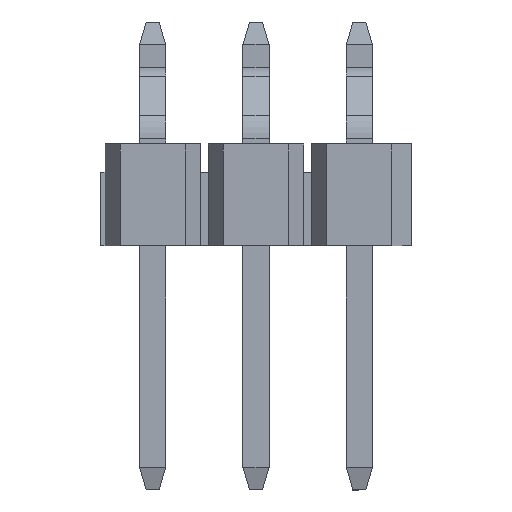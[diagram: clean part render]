
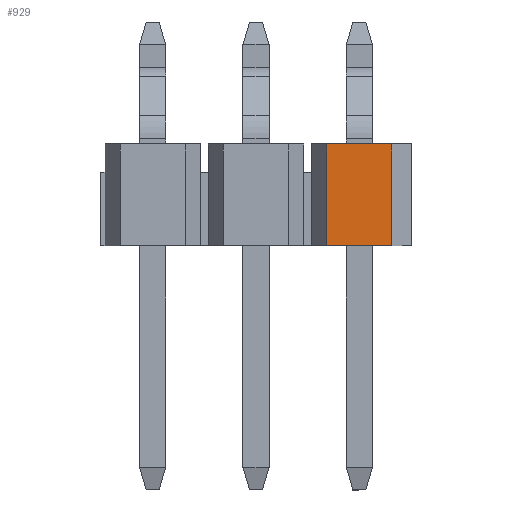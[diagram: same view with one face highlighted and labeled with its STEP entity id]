
A CAD part, top view. The second image highlights one B-rep face of the part: STEP entity #929.
In plain terms, the highlighted planar face has unit normal (0, 0, 1).
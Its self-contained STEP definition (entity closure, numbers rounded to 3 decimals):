
#70 = VECTOR ( 'NONE', #1418, 1000. ) ;
#72 = DIRECTION ( 'NONE',  ( 0., -1., 0. ) ) ;
#317 = VERTEX_POINT ( 'NONE', #2395 ) ;
#404 = LINE ( 'NONE', #3211, #3309 ) ;
#449 = CARTESIAN_POINT ( 'NONE',  ( 11.43, -2.5, 1.25 ) ) ;
#657 = EDGE_CURVE ( 'NONE', #784, #2345, #2237, .T. ) ;
#784 = VERTEX_POINT ( 'NONE', #3583 ) ;
#929 = ADVANCED_FACE ( 'NONE', ( #2908 ), #1778, .T. ) ;
#934 = EDGE_CURVE ( 'NONE', #2345, #989, #2375, .T. ) ;
#985 = VECTOR ( 'NONE', #3085, 1000. ) ;
#989 = VERTEX_POINT ( 'NONE', #1499 ) ;
#1149 = EDGE_CURVE ( 'NONE', #317, #989, #404, .T. ) ;
#1382 = ORIENTED_EDGE ( 'NONE', *, *, #934, .T. ) ;
#1418 = DIRECTION ( 'NONE',  ( 1., 0., 0. ) ) ;
#1499 = CARTESIAN_POINT ( 'NONE',  ( 12.23, -2.5, 1.25 ) ) ;
#1778 = PLANE ( 'NONE',  #3837 ) ;
#1783 = ORIENTED_EDGE ( 'NONE', *, *, #657, .T. ) ;
#2080 = DIRECTION ( 'NONE',  ( 0., -1., 0. ) ) ;
#2176 = CARTESIAN_POINT ( 'NONE',  ( 10.63, -2.5, 1.25 ) ) ;
#2237 = LINE ( 'NONE', #3186, #3468 ) ;
#2336 = DIRECTION ( 'NONE',  ( 0., 0., 1. ) ) ;
#2345 = VERTEX_POINT ( 'NONE', #2176 ) ;
#2375 = LINE ( 'NONE', #449, #70 ) ;
#2395 = CARTESIAN_POINT ( 'NONE',  ( 12.23, 0., 1.25 ) ) ;
#2908 = FACE_OUTER_BOUND ( 'NONE', #3134, .T. ) ;
#3085 = DIRECTION ( 'NONE',  ( -1., 0., 0. ) ) ;
#3123 = LINE ( 'NONE', #3374, #985 ) ;
#3134 = EDGE_LOOP ( 'NONE', ( #3889, #1783, #1382, #3329 ) ) ;
#3186 = CARTESIAN_POINT ( 'NONE',  ( 10.63, 0., 1.25 ) ) ;
#3211 = CARTESIAN_POINT ( 'NONE',  ( 12.23, 0., 1.25 ) ) ;
#3309 = VECTOR ( 'NONE', #72, 1000. ) ;
#3329 = ORIENTED_EDGE ( 'NONE', *, *, #1149, .F. ) ;
#3374 = CARTESIAN_POINT ( 'NONE',  ( -11.469, 0., 1.25 ) ) ;
#3467 = EDGE_CURVE ( 'NONE', #317, #784, #3123, .T. ) ;
#3468 = VECTOR ( 'NONE', #3535, 1000. ) ;
#3535 = DIRECTION ( 'NONE',  ( 0., -1., 0. ) ) ;
#3583 = CARTESIAN_POINT ( 'NONE',  ( 10.63, 0., 1.25 ) ) ;
#3837 = AXIS2_PLACEMENT_3D ( 'NONE', #3934, #2336, #2080 ) ;
#3889 = ORIENTED_EDGE ( 'NONE', *, *, #3467, .T. ) ;
#3934 = CARTESIAN_POINT ( 'NONE',  ( 11.43, 0., 1.25 ) ) ;
